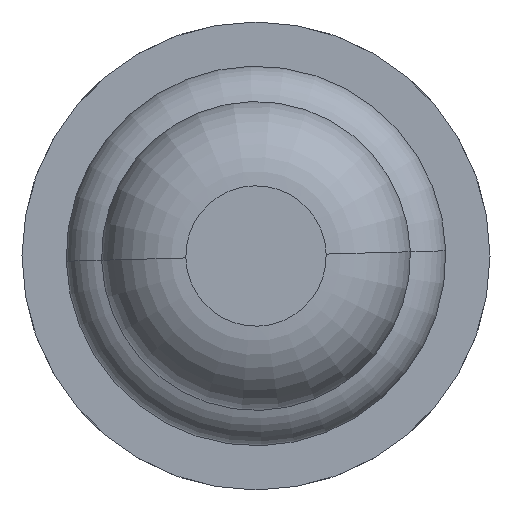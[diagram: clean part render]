
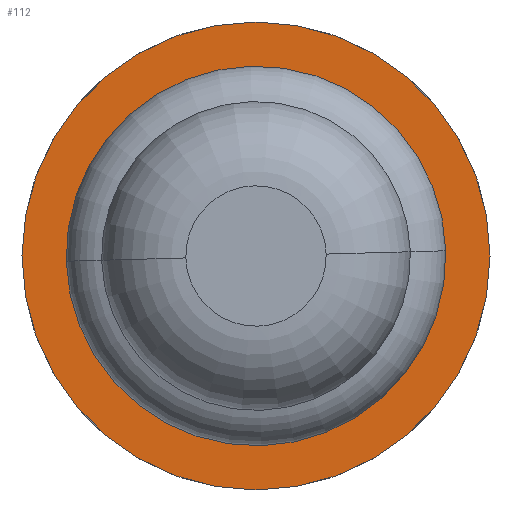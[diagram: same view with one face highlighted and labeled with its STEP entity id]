
A CAD part, front view. The second image highlights one B-rep face of the part: STEP entity #112.
In plain terms, the highlighted planar face has unit normal (0, -1, 0).
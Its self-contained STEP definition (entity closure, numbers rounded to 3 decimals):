
#112 = ADVANCED_FACE ( 'NONE', ( #3615, #325 ), #4337, .T. ) ;
#128 = EDGE_CURVE ( 'NONE', #648, #595, #537, .T. ) ;
#242 = AXIS2_PLACEMENT_3D ( 'NONE', #661, #1375, #3911 ) ;
#318 = DIRECTION ( 'NONE',  ( 0., -1., 0. ) ) ;
#325 = FACE_BOUND ( 'NONE', #2426, .T. ) ;
#366 = CARTESIAN_POINT ( 'NONE',  ( 0.685, 33.743, 0. ) ) ;
#537 = CIRCLE ( 'NONE', #1277, 0.5 ) ;
#595 = VERTEX_POINT ( 'NONE', #1481 ) ;
#648 = VERTEX_POINT ( 'NONE', #4368 ) ;
#661 = CARTESIAN_POINT ( 'NONE',  ( 0.185, 33.743, 0. ) ) ;
#676 = EDGE_CURVE ( 'NONE', #2549, #3503, #3778, .T. ) ;
#678 = DIRECTION ( 'NONE',  ( 0., 0., 1. ) ) ;
#944 = ORIENTED_EDGE ( 'NONE', *, *, #2966, .F. ) ;
#963 = ORIENTED_EDGE ( 'NONE', *, *, #676, .T. ) ;
#1031 = DIRECTION ( 'NONE',  ( 0., -1., 0. ) ) ;
#1208 = AXIS2_PLACEMENT_3D ( 'NONE', #366, #318, #678 ) ;
#1237 = EDGE_LOOP ( 'NONE', ( #4388, #963 ) ) ;
#1277 = AXIS2_PLACEMENT_3D ( 'NONE', #3186, #1031, #1754 ) ;
#1279 = DIRECTION ( 'NONE',  ( 0., 0., 1. ) ) ;
#1375 = DIRECTION ( 'NONE',  ( 0., -1., 0. ) ) ;
#1481 = CARTESIAN_POINT ( 'NONE',  ( 0.685, 33.743, -0.5 ) ) ;
#1754 = DIRECTION ( 'NONE',  ( 0., 0., 1. ) ) ;
#2215 = CIRCLE ( 'NONE', #1208, 0.5 ) ;
#2299 = DIRECTION ( 'NONE',  ( 0., -1., 0. ) ) ;
#2426 = EDGE_LOOP ( 'NONE', ( #3707, #944 ) ) ;
#2549 = VERTEX_POINT ( 'NONE', #4233 ) ;
#2966 = EDGE_CURVE ( 'NONE', #595, #648, #2215, .T. ) ;
#3186 = CARTESIAN_POINT ( 'NONE',  ( 0.685, 33.743, 0. ) ) ;
#3278 = CIRCLE ( 'NONE', #4617, 1.25 ) ;
#3295 = CARTESIAN_POINT ( 'NONE',  ( 0.685, 33.743, 1.25 ) ) ;
#3357 = EDGE_CURVE ( 'NONE', #3503, #2549, #3278, .T. ) ;
#3503 = VERTEX_POINT ( 'NONE', #3295 ) ;
#3615 = FACE_OUTER_BOUND ( 'NONE', #1237, .T. ) ;
#3707 = ORIENTED_EDGE ( 'NONE', *, *, #128, .F. ) ;
#3778 = CIRCLE ( 'NONE', #3869, 1.25 ) ;
#3869 = AXIS2_PLACEMENT_3D ( 'NONE', #4126, #2299, #1279 ) ;
#3902 = CARTESIAN_POINT ( 'NONE',  ( 0.685, 33.743, 0. ) ) ;
#3911 = DIRECTION ( 'NONE',  ( 0., 0., 1. ) ) ;
#3972 = DIRECTION ( 'NONE',  ( 0., -1., 0. ) ) ;
#4126 = CARTESIAN_POINT ( 'NONE',  ( 0.685, 33.743, 0. ) ) ;
#4233 = CARTESIAN_POINT ( 'NONE',  ( 0.685, 33.743, -1.25 ) ) ;
#4315 = DIRECTION ( 'NONE',  ( 0., 0., 1. ) ) ;
#4337 = PLANE ( 'NONE',  #242 ) ;
#4368 = CARTESIAN_POINT ( 'NONE',  ( 0.685, 33.743, 0.5 ) ) ;
#4388 = ORIENTED_EDGE ( 'NONE', *, *, #3357, .T. ) ;
#4617 = AXIS2_PLACEMENT_3D ( 'NONE', #3902, #3972, #4315 ) ;
